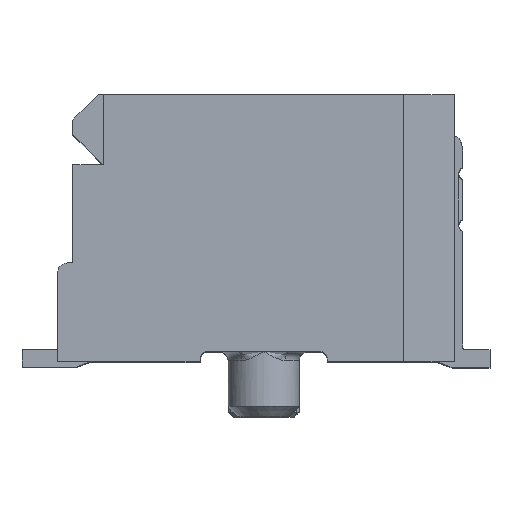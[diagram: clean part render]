
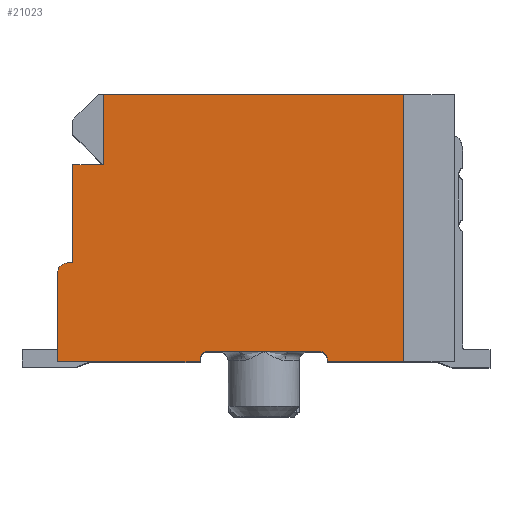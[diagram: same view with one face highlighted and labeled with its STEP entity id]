
A CAD part, top view. The second image highlights one B-rep face of the part: STEP entity #21023.
In plain terms, the highlighted face is planar.
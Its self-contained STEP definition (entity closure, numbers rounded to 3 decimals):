
#345 = DIRECTION ( 'NONE',  ( 0., 0., -1. ) ) ;
#756 = CARTESIAN_POINT ( 'NONE',  ( 5.5, 3.98, 3.75 ) ) ;
#807 = EDGE_CURVE ( 'NONE', #24155, #16943, #4611, .T. ) ;
#919 = LINE ( 'NONE', #16496, #3385 ) ;
#1118 = CARTESIAN_POINT ( 'NONE',  ( 5.5, 1.85, 3.85 ) ) ;
#1680 = VERTEX_POINT ( 'NONE', #13886 ) ;
#2096 = CARTESIAN_POINT ( 'NONE',  ( 5.5, 5.36, 4.05 ) ) ;
#2568 = CARTESIAN_POINT ( 'NONE',  ( 5.5, 0.31, 0. ) ) ;
#2843 = AXIS2_PLACEMENT_3D ( 'NONE', #13530, #23757, #5494 ) ;
#3213 = LINE ( 'NONE', #10913, #31103 ) ;
#3385 = VECTOR ( 'NONE', #12083, 1000. ) ;
#3409 = VERTEX_POINT ( 'NONE', #756 ) ;
#3873 = CARTESIAN_POINT ( 'NONE',  ( 5.5, 0.16, 1.25 ) ) ;
#3936 = LINE ( 'NONE', #19855, #13125 ) ;
#3976 = CARTESIAN_POINT ( 'NONE',  ( 5.5, 0.11, -1.25 ) ) ;
#4141 = ORIENTED_EDGE ( 'NONE', *, *, #20003, .F. ) ;
#4250 = VERTEX_POINT ( 'NONE', #3873 ) ;
#4272 = DIRECTION ( 'NONE',  ( 0., -1., 0. ) ) ;
#4611 = LINE ( 'NONE', #6960, #14816 ) ;
#4814 = CARTESIAN_POINT ( 'NONE',  ( 5.5, 0.31, -1.1 ) ) ;
#5092 = EDGE_CURVE ( 'NONE', #20934, #20370, #9863, .T. ) ;
#5494 = DIRECTION ( 'NONE',  ( 0., 0., 1. ) ) ;
#5589 = CARTESIAN_POINT ( 'NONE',  ( 5.5, 0.31, 0. ) ) ;
#5602 = CARTESIAN_POINT ( 'NONE',  ( 5.5, 5.36, 3.75 ) ) ;
#6193 = CARTESIAN_POINT ( 'NONE',  ( 5.5, 5.36, 3.15 ) ) ;
#6446 = DIRECTION ( 'NONE',  ( 0., -1., 0. ) ) ;
#6595 = EDGE_CURVE ( 'NONE', #1680, #3409, #18351, .T. ) ;
#6629 = DIRECTION ( 'NONE',  ( 0., 0., 1. ) ) ;
#6761 = ORIENTED_EDGE ( 'NONE', *, *, #14780, .F. ) ;
#6765 = ORIENTED_EDGE ( 'NONE', *, *, #807, .F. ) ;
#6960 = CARTESIAN_POINT ( 'NONE',  ( 5.5, 5.36, 4.05 ) ) ;
#7129 = ORIENTED_EDGE ( 'NONE', *, *, #29969, .F. ) ;
#7235 = ORIENTED_EDGE ( 'NONE', *, *, #28975, .T. ) ;
#7249 = VECTOR ( 'NONE', #20698, 1000. ) ;
#7473 = ORIENTED_EDGE ( 'NONE', *, *, #26765, .T. ) ;
#8004 = VERTEX_POINT ( 'NONE', #3976 ) ;
#8576 = DIRECTION ( 'NONE',  ( 0., 0., 1. ) ) ;
#8621 = VECTOR ( 'NONE', #23012, 1000. ) ;
#8779 = CARTESIAN_POINT ( 'NONE',  ( 5.5, 0.31, -0.533 ) ) ;
#9475 = DIRECTION ( 'NONE',  ( 0., 0., 1. ) ) ;
#9863 = CIRCLE ( 'NONE', #18440, 0.2 ) ;
#10161 = CARTESIAN_POINT ( 'NONE',  ( 5.5, 0.31, 0. ) ) ;
#10903 = VECTOR ( 'NONE', #6446, 1000. ) ;
#10913 = CARTESIAN_POINT ( 'NONE',  ( 5.5, 0.11, 4.05 ) ) ;
#10990 = CARTESIAN_POINT ( 'NONE',  ( 5.5, 0.31, -1.25 ) ) ;
#11232 = VERTEX_POINT ( 'NONE', #19828 ) ;
#11262 = CARTESIAN_POINT ( 'NONE',  ( 5.5, 0.16, 1.1 ) ) ;
#11278 = VECTOR ( 'NONE', #22734, 1000. ) ;
#11959 = EDGE_CURVE ( 'NONE', #4250, #20463, #3936, .T. ) ;
#12083 = DIRECTION ( 'NONE',  ( 0., 0., 1. ) ) ;
#12293 = VECTOR ( 'NONE', #16187, 1000. ) ;
#12562 = VERTEX_POINT ( 'NONE', #19979 ) ;
#12796 = DIRECTION ( 'NONE',  ( 0., 0., 1. ) ) ;
#13125 = VECTOR ( 'NONE', #4272, 1000. ) ;
#13152 = CARTESIAN_POINT ( 'NONE',  ( 5.5, 0.16, -1.25 ) ) ;
#13471 = CIRCLE ( 'NONE', #31649, 0.15 ) ;
#13530 = CARTESIAN_POINT ( 'NONE',  ( 5.5, 0.16, -1.1 ) ) ;
#13886 = CARTESIAN_POINT ( 'NONE',  ( 5.5, 2.05, 3.75 ) ) ;
#14681 = EDGE_LOOP ( 'NONE', ( #16168, #7473, #6765, #6761, #19316, #16047, #17675, #23622, #7235, #23840, #25346, #32944, #4141, #23380, #24275, #7129, #30464, #27036 ) ) ;
#14780 = EDGE_CURVE ( 'NONE', #12562, #24155, #15744, .T. ) ;
#14816 = VECTOR ( 'NONE', #22709, 1000. ) ;
#15310 = LINE ( 'NONE', #2568, #27717 ) ;
#15615 = CARTESIAN_POINT ( 'NONE',  ( 5.5, 1.85, 4.05 ) ) ;
#15744 = LINE ( 'NONE', #16233, #24076 ) ;
#15761 = CARTESIAN_POINT ( 'NONE',  ( 5.5, 0.11, 4.05 ) ) ;
#16047 = ORIENTED_EDGE ( 'NONE', *, *, #6595, .F. ) ;
#16157 = DIRECTION ( 'NONE',  ( 0., 0., 1. ) ) ;
#16168 = ORIENTED_EDGE ( 'NONE', *, *, #20405, .T. ) ;
#16187 = DIRECTION ( 'NONE',  ( 0., -1., 0. ) ) ;
#16233 = CARTESIAN_POINT ( 'NONE',  ( 5.5, 5.36, 3.15 ) ) ;
#16496 = CARTESIAN_POINT ( 'NONE',  ( 5.5, 3.98, 3.15 ) ) ;
#16740 = CARTESIAN_POINT ( 'NONE',  ( 5.5, 5.36, -2.75 ) ) ;
#16846 = CARTESIAN_POINT ( 'NONE',  ( 5.5, 2.05, 3.85 ) ) ;
#16943 = VERTEX_POINT ( 'NONE', #16740 ) ;
#17237 = DIRECTION ( 'NONE',  ( -1., 0., 0. ) ) ;
#17675 = ORIENTED_EDGE ( 'NONE', *, *, #24738, .F. ) ;
#17801 = VERTEX_POINT ( 'NONE', #13152 ) ;
#18128 = DIRECTION ( 'NONE',  ( 0., 0., -1. ) ) ;
#18351 = LINE ( 'NONE', #5602, #7249 ) ;
#18356 = EDGE_CURVE ( 'NONE', #17801, #8004, #21218, .T. ) ;
#18440 = AXIS2_PLACEMENT_3D ( 'NONE', #1118, #32403, #6629 ) ;
#19300 = VECTOR ( 'NONE', #345, 1000. ) ;
#19316 = ORIENTED_EDGE ( 'NONE', *, *, #30215, .T. ) ;
#19360 = VERTEX_POINT ( 'NONE', #4814 ) ;
#19417 = VERTEX_POINT ( 'NONE', #10161 ) ;
#19828 = CARTESIAN_POINT ( 'NONE',  ( 5.5, 0.31, 0.533 ) ) ;
#19855 = CARTESIAN_POINT ( 'NONE',  ( 5.5, 0.31, 1.25 ) ) ;
#19979 = CARTESIAN_POINT ( 'NONE',  ( 5.5, 3.98, 3.15 ) ) ;
#20003 = EDGE_CURVE ( 'NONE', #11232, #26770, #28552, .T. ) ;
#20188 = DIRECTION ( 'NONE',  ( -1., 0., 0. ) ) ;
#20370 = VERTEX_POINT ( 'NONE', #15615 ) ;
#20374 = CARTESIAN_POINT ( 'NONE',  ( 5.5, 0.31, 0. ) ) ;
#20405 = EDGE_CURVE ( 'NONE', #8004, #31177, #3213, .T. ) ;
#20463 = VERTEX_POINT ( 'NONE', #22133 ) ;
#20698 = DIRECTION ( 'NONE',  ( 0., 1., 0. ) ) ;
#20934 = VERTEX_POINT ( 'NONE', #16846 ) ;
#21023 = ADVANCED_FACE ( 'NONE', ( #23205 ), #30731, .F. ) ;
#21218 = LINE ( 'NONE', #10990, #12293 ) ;
#22133 = CARTESIAN_POINT ( 'NONE',  ( 5.5, 0.11, 1.25 ) ) ;
#22709 = DIRECTION ( 'NONE',  ( 0., 0., -1. ) ) ;
#22734 = DIRECTION ( 'NONE',  ( 0., 0., -1. ) ) ;
#22769 = CARTESIAN_POINT ( 'NONE',  ( 5.5, 0.31, 0. ) ) ;
#22841 = EDGE_CURVE ( 'NONE', #24783, #20463, #25830, .T. ) ;
#23012 = DIRECTION ( 'NONE',  ( 0., 1., 0. ) ) ;
#23089 = VECTOR ( 'NONE', #16157, 1000. ) ;
#23205 = FACE_OUTER_BOUND ( 'NONE', #14681, .T. ) ;
#23380 = ORIENTED_EDGE ( 'NONE', *, *, #30832, .F. ) ;
#23622 = ORIENTED_EDGE ( 'NONE', *, *, #5092, .T. ) ;
#23757 = DIRECTION ( 'NONE',  ( -1., 0., 0. ) ) ;
#23840 = ORIENTED_EDGE ( 'NONE', *, *, #22841, .T. ) ;
#24076 = VECTOR ( 'NONE', #31302, 1000. ) ;
#24155 = VERTEX_POINT ( 'NONE', #6193 ) ;
#24247 = VECTOR ( 'NONE', #9475, 1000. ) ;
#24275 = ORIENTED_EDGE ( 'NONE', *, *, #31821, .F. ) ;
#24546 = CARTESIAN_POINT ( 'NONE',  ( 5.5, 5.36, 4.05 ) ) ;
#24568 = AXIS2_PLACEMENT_3D ( 'NONE', #2096, #20188, #27912 ) ;
#24738 = EDGE_CURVE ( 'NONE', #20934, #1680, #25082, .T. ) ;
#24783 = VERTEX_POINT ( 'NONE', #28434 ) ;
#24825 = VECTOR ( 'NONE', #28133, 1000. ) ;
#25082 = LINE ( 'NONE', #32759, #11278 ) ;
#25346 = ORIENTED_EDGE ( 'NONE', *, *, #11959, .F. ) ;
#25830 = LINE ( 'NONE', #15761, #19300 ) ;
#26205 = CARTESIAN_POINT ( 'NONE',  ( 5.5, 5.36, -2.75 ) ) ;
#26444 = LINE ( 'NONE', #20374, #24247 ) ;
#26765 = EDGE_CURVE ( 'NONE', #31177, #16943, #28533, .T. ) ;
#26770 = VERTEX_POINT ( 'NONE', #30705 ) ;
#26891 = EDGE_CURVE ( 'NONE', #4250, #26770, #13471, .T. ) ;
#27036 = ORIENTED_EDGE ( 'NONE', *, *, #18356, .T. ) ;
#27717 = VECTOR ( 'NONE', #12796, 1000. ) ;
#27912 = DIRECTION ( 'NONE',  ( 0., 0., 1. ) ) ;
#28133 = DIRECTION ( 'NONE',  ( 0., 0., 1. ) ) ;
#28434 = CARTESIAN_POINT ( 'NONE',  ( 5.5, 0.11, 4.05 ) ) ;
#28533 = LINE ( 'NONE', #26205, #8621 ) ;
#28552 = LINE ( 'NONE', #5589, #23089 ) ;
#28975 = EDGE_CURVE ( 'NONE', #20370, #24783, #32062, .T. ) ;
#29061 = CIRCLE ( 'NONE', #2843, 0.15 ) ;
#29762 = EDGE_CURVE ( 'NONE', #19360, #17801, #29061, .T. ) ;
#29969 = EDGE_CURVE ( 'NONE', #19360, #30268, #26444, .T. ) ;
#30215 = EDGE_CURVE ( 'NONE', #12562, #3409, #919, .T. ) ;
#30268 = VERTEX_POINT ( 'NONE', #8779 ) ;
#30464 = ORIENTED_EDGE ( 'NONE', *, *, #29762, .T. ) ;
#30705 = CARTESIAN_POINT ( 'NONE',  ( 5.5, 0.31, 1.1 ) ) ;
#30731 = PLANE ( 'NONE',  #24568 ) ;
#30832 = EDGE_CURVE ( 'NONE', #19417, #11232, #32626, .T. ) ;
#31103 = VECTOR ( 'NONE', #18128, 1000. ) ;
#31177 = VERTEX_POINT ( 'NONE', #32262 ) ;
#31302 = DIRECTION ( 'NONE',  ( 0., 1., 0. ) ) ;
#31649 = AXIS2_PLACEMENT_3D ( 'NONE', #11262, #17237, #8576 ) ;
#31821 = EDGE_CURVE ( 'NONE', #30268, #19417, #15310, .T. ) ;
#32062 = LINE ( 'NONE', #24546, #10903 ) ;
#32262 = CARTESIAN_POINT ( 'NONE',  ( 5.5, 0.11, -2.75 ) ) ;
#32403 = DIRECTION ( 'NONE',  ( 1., 0., 0. ) ) ;
#32626 = LINE ( 'NONE', #22769, #24825 ) ;
#32759 = CARTESIAN_POINT ( 'NONE',  ( 5.5, 2.05, 4.05 ) ) ;
#32944 = ORIENTED_EDGE ( 'NONE', *, *, #26891, .T. ) ;
